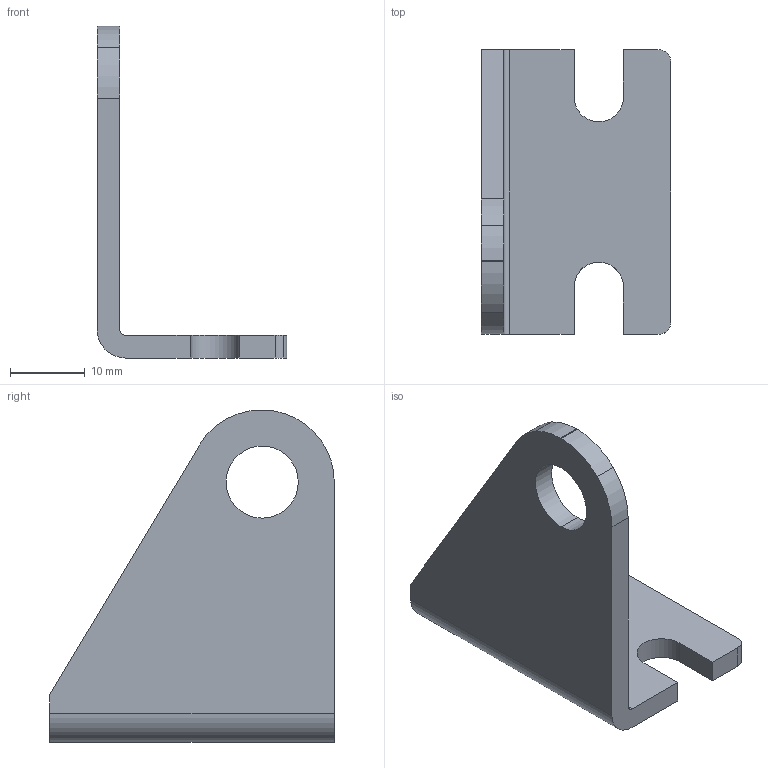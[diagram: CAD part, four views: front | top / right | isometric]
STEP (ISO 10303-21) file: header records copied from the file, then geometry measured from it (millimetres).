
FILE_DESCRIPTION((''),'2;1');
FILE_NAME('pivotbracket1750left.stp','2002-01-24T18:15:29',('Administrator'),(''),'Autodesk Inventor (tm) 3.0','Autodesk Inventor (tm) 3.0','');
FILE_SCHEMA(('CONFIG_CONTROL_DESIGN'));
Length unit declared in the file: inch
Products named in the file (1): pivotbracket1750left
Bounding box: 25.4 x 38.1 x 44.45 mm (x, y, z)
Volume: 5654.6 mm3; surface area: 4466.5 mm2
Topology: 1 solids, 1 shells, 29 faces, 81 edges, 54 vertices
Faces by surface type: plane 15, cylinder 12, bspline 2
Entity records: 1070 total; most frequent: CARTESIAN_POINT 199, DIRECTION 165, ORIENTED_EDGE 162, EDGE_CURVE 81, AXIS2_PLACEMENT_3D 56, VERTEX_POINT 54, VECTOR 53, LINE 53
